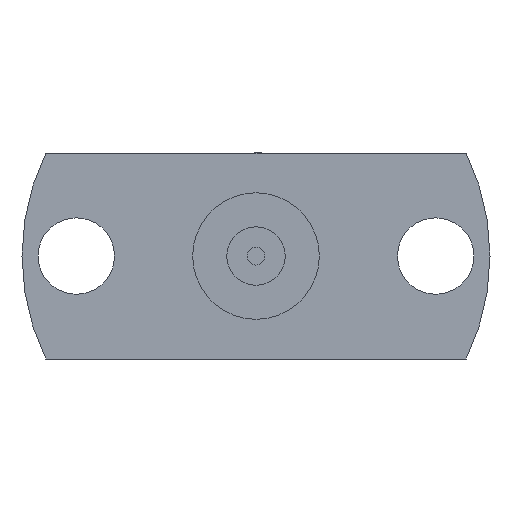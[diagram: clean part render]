
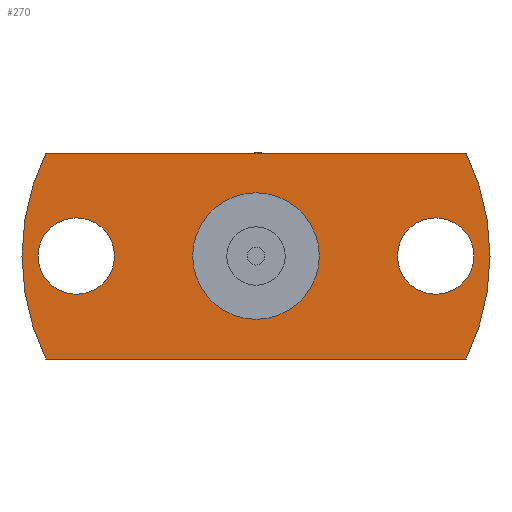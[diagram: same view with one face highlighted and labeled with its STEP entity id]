
A CAD part, left-side view. The second image highlights one B-rep face of the part: STEP entity #270.
In plain terms, the highlighted planar face has unit normal (-1, 0, 0).
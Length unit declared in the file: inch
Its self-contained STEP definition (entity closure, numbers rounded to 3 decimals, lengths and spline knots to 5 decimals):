
#2 = VECTOR ( 'NONE', #1849, 39.37008 ) ;
#41 = DIRECTION ( 'NONE',  ( -1., 0., 0. ) ) ;
#58 = CARTESIAN_POINT ( 'NONE',  ( 0.305, 0.3125, -0.1375 ) ) ;
#98 = EDGE_CURVE ( 'NONE', #1787, #1638, #1018, .T. ) ;
#100 = FACE_OUTER_BOUND ( 'NONE', #377, .T. ) ;
#152 = PLANE ( 'NONE',  #2579 ) ;
#270 = ADVANCED_FACE ( 'NONE', ( #401, #2229, #842, #100 ), #152, .F. ) ;
#377 = EDGE_LOOP ( 'NONE', ( #1293, #749, #2601, #1513 ) ) ;
#383 = CIRCLE ( 'NONE', #926, 0.051 ) ;
#401 = FACE_BOUND ( 'NONE', #2892, .T. ) ;
#412 = EDGE_CURVE ( 'NONE', #1787, #698, #1616, .T. ) ;
#417 = DIRECTION ( 'NONE',  ( 0., 0., -1. ) ) ;
#491 = VERTEX_POINT ( 'NONE', #2136 ) ;
#495 = DIRECTION ( 'NONE',  ( 0., 0., 1. ) ) ;
#522 = CIRCLE ( 'NONE', #2265, 0.08452 ) ;
#531 = AXIS2_PLACEMENT_3D ( 'NONE', #1639, #2580, #495 ) ;
#568 = CIRCLE ( 'NONE', #961, 0.051 ) ;
#698 = VERTEX_POINT ( 'NONE', #1185 ) ;
#749 = ORIENTED_EDGE ( 'NONE', *, *, #98, .T. ) ;
#842 = FACE_BOUND ( 'NONE', #1242, .T. ) ;
#922 = VECTOR ( 'NONE', #1707, 39.37008 ) ;
#926 = AXIS2_PLACEMENT_3D ( 'NONE', #2504, #1356, #417 ) ;
#961 = AXIS2_PLACEMENT_3D ( 'NONE', #1394, #1595, #2981 ) ;
#1007 = LINE ( 'NONE', #1915, #922 ) ;
#1018 = CIRCLE ( 'NONE', #2825, 0.3125 ) ;
#1035 = DIRECTION ( 'NONE',  ( 0., 0., 1. ) ) ;
#1039 = CARTESIAN_POINT ( 'NONE',  ( 0.305, -0.28062, -0.1375 ) ) ;
#1040 = ORIENTED_EDGE ( 'NONE', *, *, #2970, .T. ) ;
#1185 = CARTESIAN_POINT ( 'NONE',  ( 0.305, 0.28062, -0.1375 ) ) ;
#1242 = EDGE_LOOP ( 'NONE', ( #1384 ) ) ;
#1292 = CARTESIAN_POINT ( 'NONE',  ( 0.305, 0., 0. ) ) ;
#1293 = ORIENTED_EDGE ( 'NONE', *, *, #412, .F. ) ;
#1356 = DIRECTION ( 'NONE',  ( 1., 0., 0. ) ) ;
#1384 = ORIENTED_EDGE ( 'NONE', *, *, #1407, .F. ) ;
#1394 = CARTESIAN_POINT ( 'NONE',  ( 0.305, -0.24, 0. ) ) ;
#1407 = EDGE_CURVE ( 'NONE', #1651, #1651, #522, .T. ) ;
#1431 = DIRECTION ( 'NONE',  ( 0., 0., 1. ) ) ;
#1496 = VERTEX_POINT ( 'NONE', #2500 ) ;
#1513 = ORIENTED_EDGE ( 'NONE', *, *, #2550, .T. ) ;
#1515 = DIRECTION ( 'NONE',  ( 0., 0., -1. ) ) ;
#1595 = DIRECTION ( 'NONE',  ( 1., 0., 0. ) ) ;
#1599 = EDGE_CURVE ( 'NONE', #2850, #2850, #568, .T. ) ;
#1616 = LINE ( 'NONE', #58, #2 ) ;
#1638 = VERTEX_POINT ( 'NONE', #2528 ) ;
#1639 = CARTESIAN_POINT ( 'NONE',  ( 0.305, 0., 0. ) ) ;
#1651 = VERTEX_POINT ( 'NONE', #2603 ) ;
#1664 = CARTESIAN_POINT ( 'NONE',  ( 0.305, -0.24, -0.051 ) ) ;
#1667 = CARTESIAN_POINT ( 'NONE',  ( 0.305, 0., 0. ) ) ;
#1706 = EDGE_LOOP ( 'NONE', ( #2322 ) ) ;
#1707 = DIRECTION ( 'NONE',  ( 0., -1., 0. ) ) ;
#1787 = VERTEX_POINT ( 'NONE', #1039 ) ;
#1830 = CIRCLE ( 'NONE', #531, 0.3125 ) ;
#1849 = DIRECTION ( 'NONE',  ( 0., 1., 0. ) ) ;
#1915 = CARTESIAN_POINT ( 'NONE',  ( 0.305, 0.3125, 0.1375 ) ) ;
#1942 = CARTESIAN_POINT ( 'NONE',  ( 0.305, 0.3125, 0. ) ) ;
#2136 = CARTESIAN_POINT ( 'NONE',  ( 0.305, 0.24, -0.051 ) ) ;
#2215 = DIRECTION ( 'NONE',  ( -1., 0., 0. ) ) ;
#2229 = FACE_BOUND ( 'NONE', #1706, .T. ) ;
#2265 = AXIS2_PLACEMENT_3D ( 'NONE', #1292, #2215, #1035 ) ;
#2322 = ORIENTED_EDGE ( 'NONE', *, *, #1599, .T. ) ;
#2413 = DIRECTION ( 'NONE',  ( 1., 0., 0. ) ) ;
#2500 = CARTESIAN_POINT ( 'NONE',  ( 0.305, 0.28062, 0.1375 ) ) ;
#2504 = CARTESIAN_POINT ( 'NONE',  ( 0.305, 0.24, 0. ) ) ;
#2528 = CARTESIAN_POINT ( 'NONE',  ( 0.305, -0.28062, 0.1375 ) ) ;
#2550 = EDGE_CURVE ( 'NONE', #1496, #698, #1830, .T. ) ;
#2579 = AXIS2_PLACEMENT_3D ( 'NONE', #1942, #2413, #1515 ) ;
#2580 = DIRECTION ( 'NONE',  ( -1., 0., 0. ) ) ;
#2601 = ORIENTED_EDGE ( 'NONE', *, *, #2607, .F. ) ;
#2603 = CARTESIAN_POINT ( 'NONE',  ( 0.305, 0., 0.08452 ) ) ;
#2607 = EDGE_CURVE ( 'NONE', #1496, #1638, #1007, .T. ) ;
#2825 = AXIS2_PLACEMENT_3D ( 'NONE', #1667, #41, #1431 ) ;
#2850 = VERTEX_POINT ( 'NONE', #1664 ) ;
#2892 = EDGE_LOOP ( 'NONE', ( #1040 ) ) ;
#2970 = EDGE_CURVE ( 'NONE', #491, #491, #383, .T. ) ;
#2981 = DIRECTION ( 'NONE',  ( 0., 0., -1. ) ) ;
